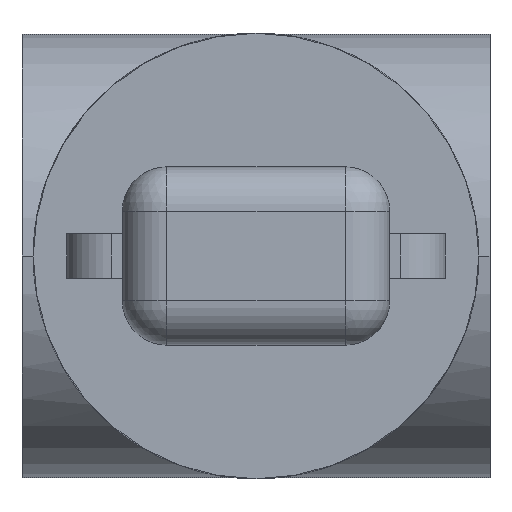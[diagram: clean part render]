
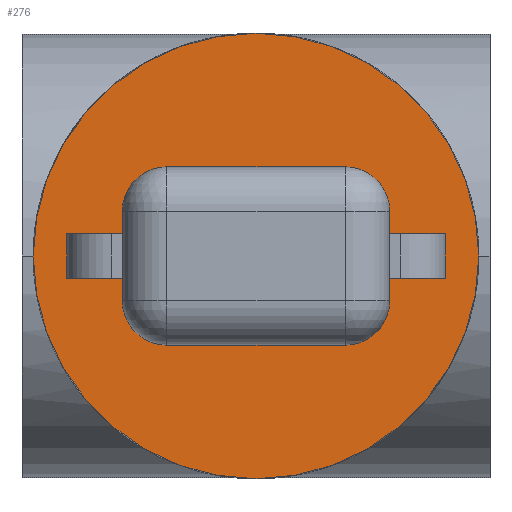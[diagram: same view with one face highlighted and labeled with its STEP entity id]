
A CAD part, left-side view. The second image highlights one B-rep face of the part: STEP entity #276.
In plain terms, the highlighted planar face has unit normal (-1, 0, 0).
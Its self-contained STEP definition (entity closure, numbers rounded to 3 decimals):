
#63=CARTESIAN_POINT('Vertex',(255.5,-99.95,0.)) ;
#77=CARTESIAN_POINT('Vertex',(255.5,99.95,0.)) ;
#80=CARTESIAN_POINT('Axis2P3D Location',(255.5,0.,0.)) ;
#97=CARTESIAN_POINT('Axis2P3D Location',(255.5,0.,0.)) ;
#137=CARTESIAN_POINT('Axis2P3D Location',(255.5,0.,0.)) ;
#146=CARTESIAN_POINT('Line Origine',(255.5,-72.5,10.)) ;
#150=CARTESIAN_POINT('Vertex',(255.5,-85.,10.)) ;
#152=CARTESIAN_POINT('Vertex',(255.5,-60.,10.)) ;
#155=CARTESIAN_POINT('Line Origine',(255.5,-85.,0.)) ;
#159=CARTESIAN_POINT('Vertex',(255.5,-85.,-10.)) ;
#162=CARTESIAN_POINT('Line Origine',(255.5,-72.5,-10.)) ;
#166=CARTESIAN_POINT('Vertex',(255.5,-60.,-10.)) ;
#169=CARTESIAN_POINT('Line Origine',(255.5,-60.,-15.)) ;
#173=CARTESIAN_POINT('Vertex',(255.5,-60.,-20.)) ;
#176=CARTESIAN_POINT('Axis2P3D Location',(255.5,-40.,-20.)) ;
#180=CARTESIAN_POINT('Vertex',(255.5,-40.,-40.)) ;
#183=CARTESIAN_POINT('Line Origine',(255.5,0.,-40.)) ;
#187=CARTESIAN_POINT('Vertex',(255.5,40.,-40.)) ;
#190=CARTESIAN_POINT('Axis2P3D Location',(255.5,40.,-20.)) ;
#194=CARTESIAN_POINT('Vertex',(255.5,60.,-20.)) ;
#197=CARTESIAN_POINT('Line Origine',(255.5,60.,-15.)) ;
#201=CARTESIAN_POINT('Vertex',(255.5,60.,-10.)) ;
#204=CARTESIAN_POINT('Line Origine',(255.5,72.5,-10.)) ;
#208=CARTESIAN_POINT('Vertex',(255.5,85.,-10.)) ;
#211=CARTESIAN_POINT('Line Origine',(255.5,85.,0.)) ;
#215=CARTESIAN_POINT('Vertex',(255.5,85.,10.)) ;
#218=CARTESIAN_POINT('Line Origine',(255.5,72.5,10.)) ;
#222=CARTESIAN_POINT('Vertex',(255.5,60.,10.)) ;
#225=CARTESIAN_POINT('Line Origine',(255.5,60.,15.)) ;
#229=CARTESIAN_POINT('Vertex',(255.5,60.,20.)) ;
#232=CARTESIAN_POINT('Axis2P3D Location',(255.5,40.,20.)) ;
#236=CARTESIAN_POINT('Vertex',(255.5,40.,40.)) ;
#239=CARTESIAN_POINT('Line Origine',(255.5,0.,40.)) ;
#243=CARTESIAN_POINT('Vertex',(255.5,-40.,40.)) ;
#246=CARTESIAN_POINT('Axis2P3D Location',(255.5,-40.,20.)) ;
#250=CARTESIAN_POINT('Vertex',(255.5,-60.,20.)) ;
#253=CARTESIAN_POINT('Line Origine',(255.5,-60.,15.)) ;
#81=DIRECTION('Axis2P3D Direction',(-1.,0.,0.)) ;
#98=DIRECTION('Axis2P3D Direction',(-1.,0.,0.)) ;
#138=DIRECTION('Axis2P3D Direction',(-1.,0.,0.)) ;
#139=DIRECTION('Axis2P3D XDirection',(0.,-1.,0.)) ;
#147=DIRECTION('Vector Direction',(0.,-1.,0.)) ;
#156=DIRECTION('Vector Direction',(0.,0.,1.)) ;
#163=DIRECTION('Vector Direction',(0.,1.,0.)) ;
#170=DIRECTION('Vector Direction',(0.,0.,1.)) ;
#177=DIRECTION('Axis2P3D Direction',(-1.,0.,0.)) ;
#184=DIRECTION('Vector Direction',(0.,1.,0.)) ;
#191=DIRECTION('Axis2P3D Direction',(-1.,0.,0.)) ;
#198=DIRECTION('Vector Direction',(0.,0.,-1.)) ;
#205=DIRECTION('Vector Direction',(0.,1.,0.)) ;
#212=DIRECTION('Vector Direction',(0.,0.,-1.)) ;
#219=DIRECTION('Vector Direction',(0.,-1.,0.)) ;
#226=DIRECTION('Vector Direction',(0.,0.,-1.)) ;
#233=DIRECTION('Axis2P3D Direction',(-1.,0.,0.)) ;
#240=DIRECTION('Vector Direction',(0.,-1.,0.)) ;
#247=DIRECTION('Axis2P3D Direction',(-1.,0.,0.)) ;
#254=DIRECTION('Vector Direction',(0.,0.,1.)) ;
#82=AXIS2_PLACEMENT_3D('Circle Axis2P3D',#80,#81,$) ;
#99=AXIS2_PLACEMENT_3D('Circle Axis2P3D',#97,#98,$) ;
#140=AXIS2_PLACEMENT_3D('Plane Axis2P3D',#137,#138,#139) ;
#178=AXIS2_PLACEMENT_3D('Circle Axis2P3D',#176,#177,$) ;
#192=AXIS2_PLACEMENT_3D('Circle Axis2P3D',#190,#191,$) ;
#234=AXIS2_PLACEMENT_3D('Circle Axis2P3D',#232,#233,$) ;
#248=AXIS2_PLACEMENT_3D('Circle Axis2P3D',#246,#247,$) ;
#143=ORIENTED_EDGE('',*,*,#84,.T.) ;
#144=ORIENTED_EDGE('',*,*,#101,.T.) ;
#259=ORIENTED_EDGE('',*,*,#154,.F.) ;
#260=ORIENTED_EDGE('',*,*,#161,.F.) ;
#261=ORIENTED_EDGE('',*,*,#168,.F.) ;
#262=ORIENTED_EDGE('',*,*,#175,.F.) ;
#263=ORIENTED_EDGE('',*,*,#182,.F.) ;
#264=ORIENTED_EDGE('',*,*,#189,.F.) ;
#265=ORIENTED_EDGE('',*,*,#196,.F.) ;
#266=ORIENTED_EDGE('',*,*,#203,.F.) ;
#267=ORIENTED_EDGE('',*,*,#210,.F.) ;
#268=ORIENTED_EDGE('',*,*,#217,.F.) ;
#269=ORIENTED_EDGE('',*,*,#224,.F.) ;
#270=ORIENTED_EDGE('',*,*,#231,.F.) ;
#271=ORIENTED_EDGE('',*,*,#238,.F.) ;
#272=ORIENTED_EDGE('',*,*,#245,.F.) ;
#273=ORIENTED_EDGE('',*,*,#252,.F.) ;
#274=ORIENTED_EDGE('',*,*,#257,.F.) ;
#275=FACE_BOUND('',#258,.T.) ;
#148=VECTOR('Line Direction',#147,1.) ;
#157=VECTOR('Line Direction',#156,1.) ;
#164=VECTOR('Line Direction',#163,1.) ;
#171=VECTOR('Line Direction',#170,1.) ;
#185=VECTOR('Line Direction',#184,1.) ;
#199=VECTOR('Line Direction',#198,1.) ;
#206=VECTOR('Line Direction',#205,1.) ;
#213=VECTOR('Line Direction',#212,1.) ;
#220=VECTOR('Line Direction',#219,1.) ;
#227=VECTOR('Line Direction',#226,1.) ;
#241=VECTOR('Line Direction',#240,1.) ;
#255=VECTOR('Line Direction',#254,1.) ;
#276=ADVANCED_FACE('PartBody',(#145,#275),#141,.T.) ;
#83=CIRCLE('generated circle',#82,99.95) ;
#100=CIRCLE('generated circle',#99,99.95) ;
#179=CIRCLE('generated circle',#178,20.) ;
#193=CIRCLE('generated circle',#192,20.) ;
#235=CIRCLE('generated circle',#234,20.) ;
#249=CIRCLE('generated circle',#248,20.) ;
#84=EDGE_CURVE('',#64,#78,#83,.T.) ;
#101=EDGE_CURVE('',#78,#64,#100,.T.) ;
#154=EDGE_CURVE('',#151,#153,#149,.F.) ;
#161=EDGE_CURVE('',#160,#151,#158,.T.) ;
#168=EDGE_CURVE('',#167,#160,#165,.F.) ;
#175=EDGE_CURVE('',#174,#167,#172,.T.) ;
#182=EDGE_CURVE('',#181,#174,#179,.T.) ;
#189=EDGE_CURVE('',#188,#181,#186,.F.) ;
#196=EDGE_CURVE('',#195,#188,#193,.T.) ;
#203=EDGE_CURVE('',#202,#195,#200,.T.) ;
#210=EDGE_CURVE('',#209,#202,#207,.F.) ;
#217=EDGE_CURVE('',#216,#209,#214,.T.) ;
#224=EDGE_CURVE('',#223,#216,#221,.F.) ;
#231=EDGE_CURVE('',#230,#223,#228,.T.) ;
#238=EDGE_CURVE('',#237,#230,#235,.T.) ;
#245=EDGE_CURVE('',#244,#237,#242,.F.) ;
#252=EDGE_CURVE('',#251,#244,#249,.T.) ;
#257=EDGE_CURVE('',#153,#251,#256,.T.) ;
#142=EDGE_LOOP('',(#143,#144)) ;
#258=EDGE_LOOP('',(#259,#260,#261,#262,#263,#264,#265,#266,#267,#268,#269,#270,#271,#272,#273,#274)) ;
#145=FACE_OUTER_BOUND('',#142,.T.) ;
#149=LINE('Line',#146,#148) ;
#158=LINE('Line',#155,#157) ;
#165=LINE('Line',#162,#164) ;
#172=LINE('Line',#169,#171) ;
#186=LINE('Line',#183,#185) ;
#200=LINE('Line',#197,#199) ;
#207=LINE('Line',#204,#206) ;
#214=LINE('Line',#211,#213) ;
#221=LINE('Line',#218,#220) ;
#228=LINE('Line',#225,#227) ;
#242=LINE('Line',#239,#241) ;
#256=LINE('Line',#253,#255) ;
#141=PLANE('',#140) ;
#64=VERTEX_POINT('',#63) ;
#78=VERTEX_POINT('',#77) ;
#151=VERTEX_POINT('',#150) ;
#153=VERTEX_POINT('',#152) ;
#160=VERTEX_POINT('',#159) ;
#167=VERTEX_POINT('',#166) ;
#174=VERTEX_POINT('',#173) ;
#181=VERTEX_POINT('',#180) ;
#188=VERTEX_POINT('',#187) ;
#195=VERTEX_POINT('',#194) ;
#202=VERTEX_POINT('',#201) ;
#209=VERTEX_POINT('',#208) ;
#216=VERTEX_POINT('',#215) ;
#223=VERTEX_POINT('',#222) ;
#230=VERTEX_POINT('',#229) ;
#237=VERTEX_POINT('',#236) ;
#244=VERTEX_POINT('',#243) ;
#251=VERTEX_POINT('',#250) ;
